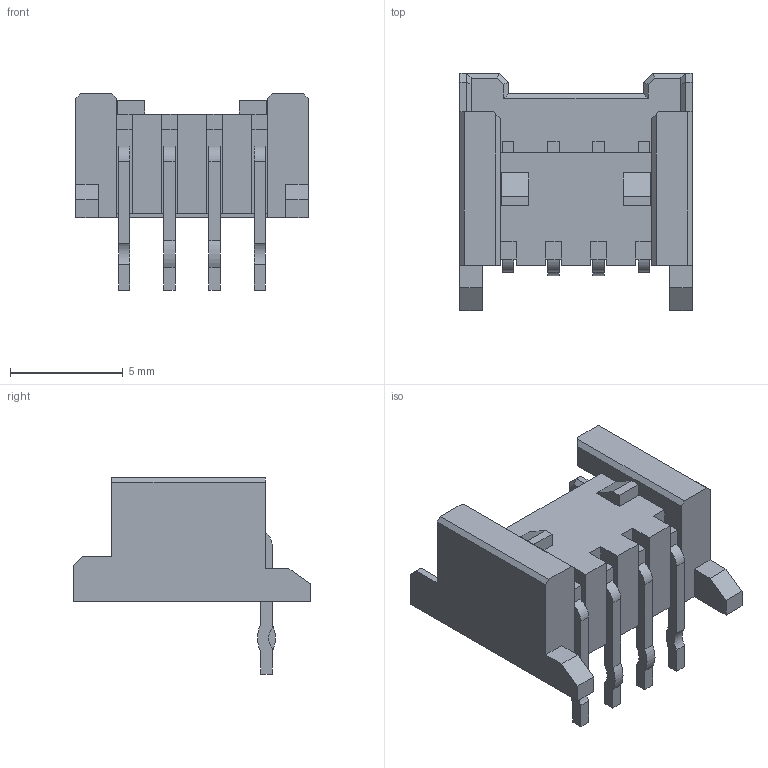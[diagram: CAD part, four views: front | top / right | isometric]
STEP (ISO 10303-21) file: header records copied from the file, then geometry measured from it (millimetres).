
FILE_DESCRIPTION((''),'2;1');
FILE_NAME('353630460','2015-07-02T',('me'),(''),'PRO/ENGINEER BY PARAMETRIC TECHNOLOGY CORPORATION, 2011490','PRO/ENGINEER BY PARAMETRIC TECHNOLOGY CORPORATION, 2011490','');
FILE_SCHEMA(('CONFIG_CONTROL_DESIGN'));
Length unit declared in the file: millimetre
Products named in the file (1): 353630460
Bounding box: 10.3 x 10.5 x 8.7 mm (x, y, z)
Volume: 186.6 mm3; surface area: 598.6 mm2
Topology: 1 solids, 1 shells, 180 faces, 495 edges, 327 vertices
Faces by surface type: plane 164, cylinder 16
Entity records: 5650 total; most frequent: CARTESIAN_POINT 1000, ORIENTED_EDGE 968, DIRECTION 895, EDGE_CURVE 484, VECTOR 453, LINE 453, VERTEX_POINT 316, AXIS2_PLACEMENT_3D 221
